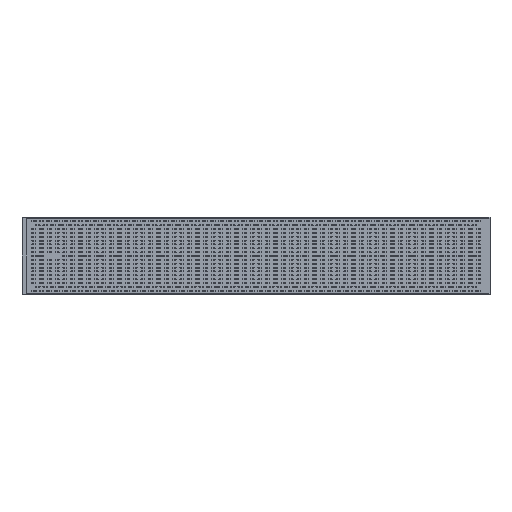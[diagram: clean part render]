
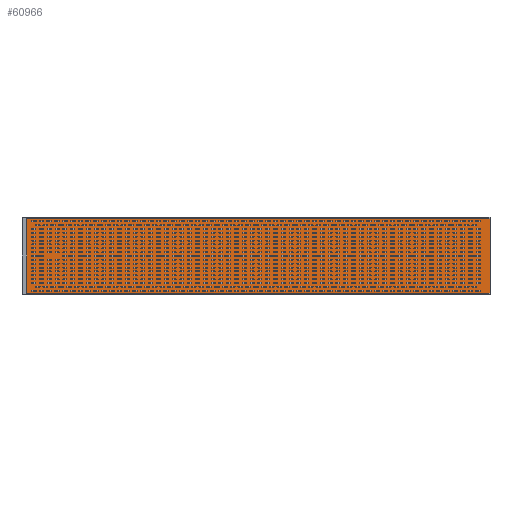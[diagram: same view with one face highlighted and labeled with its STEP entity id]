
A CAD part, top view. The second image highlights one B-rep face of the part: STEP entity #60966.
In plain terms, the highlighted planar face has unit normal (0, 0, 1).
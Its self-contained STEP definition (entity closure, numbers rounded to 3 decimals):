
#12588=FACE_OUTER_BOUND('',#15185,.T.);
#15185=EDGE_LOOP('',(#48040,#48041,#48042,#48043));
#17786=LINE('',#91533,#22858);
#17787=LINE('',#91535,#22859);
#17788=LINE('',#91537,#22860);
#17789=LINE('',#91538,#22861);
#22858=VECTOR('',#71199,1.);
#22859=VECTOR('',#71200,1.);
#22860=VECTOR('',#71201,1.);
#22861=VECTOR('',#71202,1.);
#27930=VERTEX_POINT('',#91531);
#27931=VERTEX_POINT('',#91532);
#27932=VERTEX_POINT('',#91534);
#27933=VERTEX_POINT('',#91536);
#37933=EDGE_CURVE('',#27930,#27931,#17786,.T.);
#37934=EDGE_CURVE('',#27932,#27931,#17787,.T.);
#37935=EDGE_CURVE('',#27932,#27933,#17788,.T.);
#37936=EDGE_CURVE('',#27933,#27930,#17789,.T.);
#48040=ORIENTED_EDGE('',*,*,#37933,.T.);
#48041=ORIENTED_EDGE('',*,*,#37934,.F.);
#48042=ORIENTED_EDGE('',*,*,#37935,.T.);
#48043=ORIENTED_EDGE('',*,*,#37936,.T.);
#58427=PLANE('',#63565);
#60966=ADVANCED_FACE('',(#12588),#58427,.T.);
#63565=AXIS2_PLACEMENT_3D('',#91530,#71197,#71198);
#71197=DIRECTION('center_axis',(0.,0.,1.));
#71198=DIRECTION('ref_axis',(1.,0.,0.));
#71199=DIRECTION('',(-1.,0.,0.));
#71200=DIRECTION('',(0.,1.,0.));
#71201=DIRECTION('',(1.,0.,0.));
#71202=DIRECTION('',(0.,1.,0.));
#91530=CARTESIAN_POINT('Origin',(3117.475,-12.607,-37.6));
#91531=CARTESIAN_POINT('',(3137.427,234.493,-37.6));
#91532=CARTESIAN_POINT('',(138.417,234.493,-37.6));
#91533=CARTESIAN_POINT('',(3137.427,234.493,-37.6));
#91534=CARTESIAN_POINT('',(138.417,-259.707,-37.6));
#91535=CARTESIAN_POINT('',(138.417,-12.607,-37.6));
#91536=CARTESIAN_POINT('',(3137.427,-259.707,-37.6));
#91537=CARTESIAN_POINT('',(3097.523,-259.707,-37.6));
#91538=CARTESIAN_POINT('',(3137.427,-259.707,-37.6));
